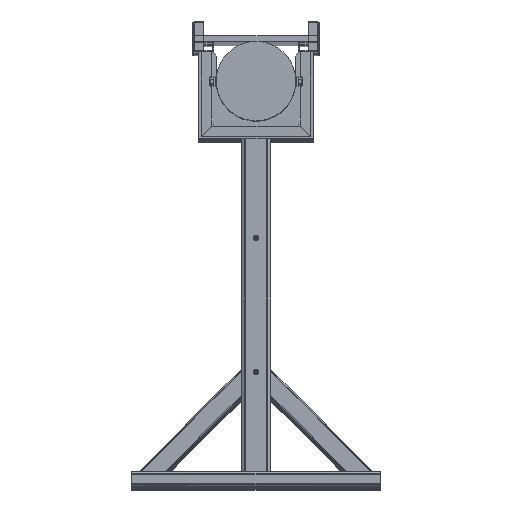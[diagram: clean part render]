
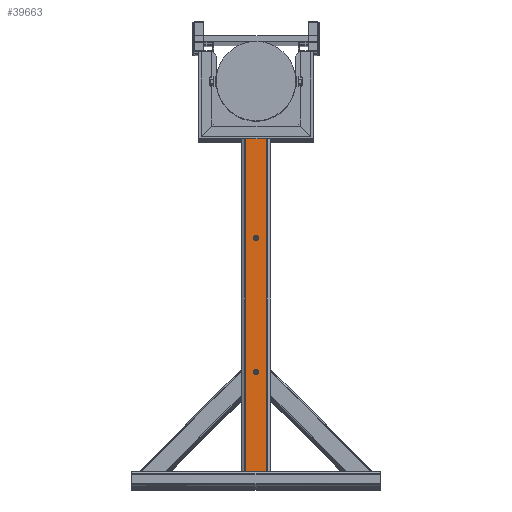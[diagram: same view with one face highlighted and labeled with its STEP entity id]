
A CAD part, top view. The second image highlights one B-rep face of the part: STEP entity #39663.
In plain terms, the highlighted free-form (B-spline) face has degree [1, 1] with [2, 2] control points.
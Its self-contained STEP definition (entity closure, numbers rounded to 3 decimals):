
#39312 = VERTEX_POINT('',#39313);
#39313 = CARTESIAN_POINT('',(410.896,68.292,
    4420.068));
#39318 = EDGE_CURVE('',#39312,#39312,#39319,.T.);
#39319 = ( BOUNDED_CURVE() B_SPLINE_CURVE(2,(#39320,#39321,#39322,#39323
    ,#39324,#39325,#39326),.UNSPECIFIED.,.T.,.F.) 
B_SPLINE_CURVE_WITH_KNOTS((3,2,2,3),(3.142,5.236,
7.33,9.425),.PIECEWISE_BEZIER_KNOTS.) CURVE() 
GEOMETRIC_REPRESENTATION_ITEM() RATIONAL_B_SPLINE_CURVE((1.,0.5,1.,0.5,
1.,0.5,1.)) REPRESENTATION_ITEM('') );
#39320 = CARTESIAN_POINT('',(410.896,68.292,
    4420.068));
#39321 = CARTESIAN_POINT('',(410.896,55.879,
    4420.068));
#39322 = CARTESIAN_POINT('',(400.146,62.085,
    4420.068));
#39323 = CARTESIAN_POINT('',(389.396,68.292,
    4420.068));
#39324 = CARTESIAN_POINT('',(400.146,74.498,
    4420.068));
#39325 = CARTESIAN_POINT('',(410.896,80.705,
    4420.068));
#39326 = CARTESIAN_POINT('',(410.896,68.292,
    4420.068));
#39416 = VERTEX_POINT('',#39417);
#39417 = CARTESIAN_POINT('',(410.896,-283.531,
    4420.068));
#39422 = EDGE_CURVE('',#39416,#39416,#39423,.T.);
#39423 = ( BOUNDED_CURVE() B_SPLINE_CURVE(2,(#39424,#39425,#39426,#39427
    ,#39428,#39429,#39430),.UNSPECIFIED.,.T.,.F.) 
B_SPLINE_CURVE_WITH_KNOTS((3,2,2,3),(3.142,5.236,
7.33,9.425),.PIECEWISE_BEZIER_KNOTS.) CURVE() 
GEOMETRIC_REPRESENTATION_ITEM() RATIONAL_B_SPLINE_CURVE((1.,0.5,1.,0.5,
1.,0.5,1.)) REPRESENTATION_ITEM('') );
#39424 = CARTESIAN_POINT('',(410.896,-283.531,
    4420.068));
#39425 = CARTESIAN_POINT('',(410.896,-295.944,
    4420.068));
#39426 = CARTESIAN_POINT('',(400.146,-289.738,
    4420.068));
#39427 = CARTESIAN_POINT('',(389.396,-283.531,
    4420.068));
#39428 = CARTESIAN_POINT('',(400.146,-277.324,
    4420.068));
#39429 = CARTESIAN_POINT('',(410.896,-271.118,
    4420.068));
#39430 = CARTESIAN_POINT('',(410.896,-283.531,
    4420.068));
#39636 = VERTEX_POINT('',#39637);
#39637 = CARTESIAN_POINT('',(376.365,-544.14,
    4420.068));
#39643 = EDGE_CURVE('',#39644,#39636,#39646,.T.);
#39644 = VERTEX_POINT('',#39645);
#39645 = CARTESIAN_POINT('',(376.365,328.901,
    4420.068));
#39646 = B_SPLINE_CURVE_WITH_KNOTS('',1,(#39647,#39648),.UNSPECIFIED.,
  .F.,.F.,(2,2),(15.,685.),.PIECEWISE_BEZIER_KNOTS.);
#39647 = CARTESIAN_POINT('',(376.365,328.901,
    4420.068));
#39648 = CARTESIAN_POINT('',(376.365,-544.14,
    4420.068));
#39663 = ADVANCED_FACE('',(#39664,#39686,#39689),#39692,.T.);
#39664 = FACE_BOUND('',#39665,.T.);
#39665 = EDGE_LOOP('',(#39666,#39673,#39680,#39685));
#39666 = ORIENTED_EDGE('',*,*,#39667,.T.);
#39667 = EDGE_CURVE('',#39636,#39668,#39670,.T.);
#39668 = VERTEX_POINT('',#39669);
#39669 = CARTESIAN_POINT('',(431.093,-544.14,
    4420.068));
#39670 = B_SPLINE_CURVE_WITH_KNOTS('',1,(#39671,#39672),.UNSPECIFIED.,
  .F.,.F.,(2,2),(-10.5,31.5),.PIECEWISE_BEZIER_KNOTS.);
#39671 = CARTESIAN_POINT('',(376.365,-544.14,
    4420.068));
#39672 = CARTESIAN_POINT('',(431.093,-544.14,
    4420.068));
#39673 = ORIENTED_EDGE('',*,*,#39674,.F.);
#39674 = EDGE_CURVE('',#39675,#39668,#39677,.T.);
#39675 = VERTEX_POINT('',#39676);
#39676 = CARTESIAN_POINT('',(431.093,328.901,
    4420.068));
#39677 = B_SPLINE_CURVE_WITH_KNOTS('',1,(#39678,#39679),.UNSPECIFIED.,
  .F.,.F.,(2,2),(15.,685.),.PIECEWISE_BEZIER_KNOTS.);
#39678 = CARTESIAN_POINT('',(431.093,328.901,
    4420.068));
#39679 = CARTESIAN_POINT('',(431.093,-544.14,
    4420.068));
#39680 = ORIENTED_EDGE('',*,*,#39681,.F.);
#39681 = EDGE_CURVE('',#39644,#39675,#39682,.T.);
#39682 = B_SPLINE_CURVE_WITH_KNOTS('',1,(#39683,#39684),.UNSPECIFIED.,
  .F.,.F.,(2,2),(-10.5,31.5),.PIECEWISE_BEZIER_KNOTS.);
#39683 = CARTESIAN_POINT('',(376.365,328.901,
    4420.068));
#39684 = CARTESIAN_POINT('',(431.093,328.901,
    4420.068));
#39685 = ORIENTED_EDGE('',*,*,#39643,.T.);
#39686 = FACE_BOUND('',#39687,.T.);
#39687 = EDGE_LOOP('',(#39688));
#39688 = ORIENTED_EDGE('',*,*,#39318,.T.);
#39689 = FACE_BOUND('',#39690,.T.);
#39690 = EDGE_LOOP('',(#39691));
#39691 = ORIENTED_EDGE('',*,*,#39422,.T.);
#39692 = B_SPLINE_SURFACE_WITH_KNOTS('',1,1,(
    (#39693,#39694)
    ,(#39695,#39696
  )),.UNSPECIFIED.,.F.,.F.,.F.,(2,2),(2,2),(-685.,-15.),(-42.,0.),
  .PIECEWISE_BEZIER_KNOTS.);
#39693 = CARTESIAN_POINT('',(431.093,-544.14,
    4420.068));
#39694 = CARTESIAN_POINT('',(376.365,-544.14,
    4420.068));
#39695 = CARTESIAN_POINT('',(431.093,328.901,
    4420.068));
#39696 = CARTESIAN_POINT('',(376.365,328.901,
    4420.068));
